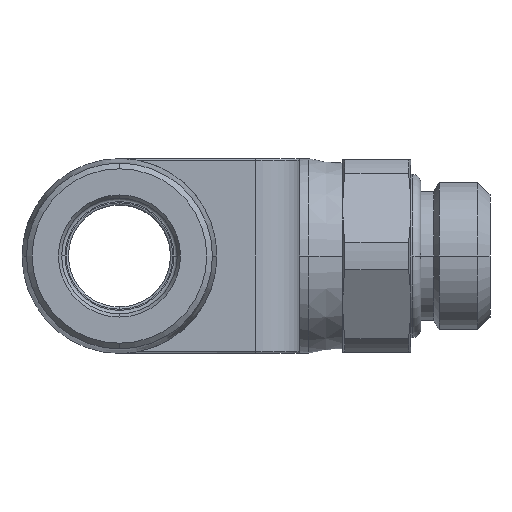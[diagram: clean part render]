
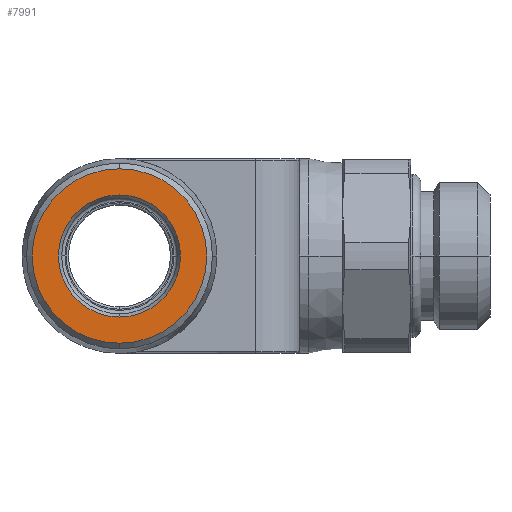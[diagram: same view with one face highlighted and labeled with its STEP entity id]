
A CAD part, left-side view. The second image highlights one B-rep face of the part: STEP entity #7991.
In plain terms, the highlighted planar face has unit normal (-1, 0, 0).
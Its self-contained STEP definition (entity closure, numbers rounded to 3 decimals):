
#2659=CARTESIAN_POINT('',(-26.1,0.,0.));
#2660=DIRECTION('',(-1.,0.,0.));
#2661=DIRECTION('',(0.,0.,-1.));
#2662=AXIS2_PLACEMENT_3D('',#2659,#2660,#2661);
#2672=CARTESIAN_POINT('',(-26.1,0.,0.));
#2673=DIRECTION('',(1.,0.,0.));
#2674=DIRECTION('',(0.,0.,-1.));
#2675=AXIS2_PLACEMENT_3D('',#2672,#2673,#2674);
#2677=CARTESIAN_POINT('',(-26.1,0.,0.));
#2678=DIRECTION('',(1.,0.,0.));
#2679=DIRECTION('',(0.,0.,-1.));
#2680=AXIS2_PLACEMENT_3D('',#2677,#2678,#2679);
#2682=CARTESIAN_POINT('',(-26.1,0.,0.));
#2683=DIRECTION('',(-1.,0.,0.));
#2684=DIRECTION('',(0.,0.,-1.));
#2685=AXIS2_PLACEMENT_3D('',#2682,#2683,#2684);
#4476=CARTESIAN_POINT('',(-26.1,0.,-5.389));
#4478=VERTEX_POINT('',#4476);
#4479=CARTESIAN_POINT('',(-26.1,0.,-7.7));
#4481=VERTEX_POINT('',#4479);
#4486=CARTESIAN_POINT('',(-26.1,0.,5.389));
#4488=VERTEX_POINT('',#4486);
#4489=CARTESIAN_POINT('',(-26.1,0.,7.7));
#4491=VERTEX_POINT('',#4489);
#7976=CARTESIAN_POINT('',(-26.1,0.,0.));
#7977=DIRECTION('',(-1.,0.,0.));
#7978=DIRECTION('',(0.,0.,1.));
#7979=AXIS2_PLACEMENT_3D('',#7976,#7977,#7978);
#7980=PLANE('',#7979);
#7981=ORIENTED_EDGE('',*,*,#7955,.F.);
#7982=ORIENTED_EDGE('',*,*,#7971,.T.);
#7983=EDGE_LOOP('',(#7981,#7982));
#7984=FACE_OUTER_BOUND('',#7983,.F.);
#7986=ORIENTED_EDGE('',*,*,#7985,.F.);
#7988=ORIENTED_EDGE('',*,*,#7987,.T.);
#7989=EDGE_LOOP('',(#7986,#7988));
#7990=FACE_BOUND('',#7989,.F.);
#7991=ADVANCED_FACE('',(#7984,#7990),#7980,.T.);
#2663=CIRCLE('',#2662,7.7);
#2676=CIRCLE('',#2675,7.7);
#2681=CIRCLE('',#2680,5.389);
#2686=CIRCLE('',#2685,5.389);
#7955=EDGE_CURVE('',#4481,#4491,#2663,.T.);
#7971=EDGE_CURVE('',#4481,#4491,#2676,.T.);
#7985=EDGE_CURVE('',#4478,#4488,#2681,.T.);
#7987=EDGE_CURVE('',#4478,#4488,#2686,.T.);
